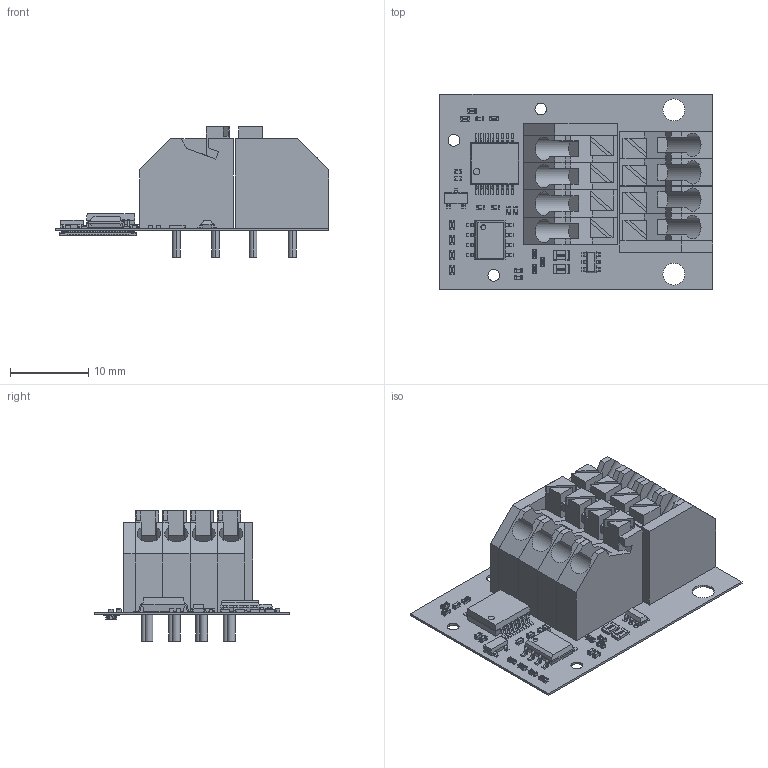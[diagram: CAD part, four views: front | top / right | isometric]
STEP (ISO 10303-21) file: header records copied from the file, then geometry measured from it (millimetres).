
FILE_DESCRIPTION(('Open CASCADE Model'),'2;1');
FILE_NAME('Open CASCADE Shape Model','2020-06-01T18:26:03',('Author'),( 'Open CASCADE'),'Open CASCADE STEP processor 6.8','Open CASCADE 6.8' ,'Unknown');
FILE_SCHEMA(('AUTOMOTIVE_DESIGN { 1 0 10303 214 1 1 1 1 }'));
Length unit declared in the file: millimetre
Products named in the file (45): PCB; Board; Open CASCADE STEP translator 6.8 16.1.1; J3; axe640124; U5; SO-8; U9; SOT-23-6; Q1; SOT-23; R60; RES_1005-0402; R61; R64; R63; R53; R65; R62; R50; R49; R66; R55; RES0805; User_Library-RES_0805_User_Library-RES_0805L_RES_0805_Lead_1_Default_1; User_Library-RES_0805_User_Library-RES_0805L_RES_0805_Body_1_1; R54; C7; C0402; C10; C64; C63; C62; C59; C60; C58; C61; U6; SSOP-16; _X2_041A043E0440043F04430441_X0_ ...
Assembly tree (71 placements, depth 4):
  PCB
    Board
      Open CASCADE STEP translator 6.8 16.1.1
    J3
      axe640124
    U5
      SO-8
    U9
      SOT-23-6
    Q1
      SOT-23
    R60
      RES_1005-0402
    R61
      RES_1005-0402
    R64
      RES_1005-0402
    R63
      RES_1005-0402
    R53
      RES_1005-0402
    R65
      RES_1005-0402
    R62
      RES_1005-0402
    R50
      RES_1005-0402
    R49
      RES_1005-0402
    R66
      RES_1005-0402
    R55
      RES0805
        User_Library-RES_0805_User_Library-RES_0805L_RES_0805_Lead_1_Default_1  x2
        User_Library-RES_0805_User_Library-RES_0805L_RES_0805_Body_1_1
    R54
      RES0805
        User_Library-RES_0805_User_Library-RES_0805L_RES_0805_Lead_1_Default_1  x2
        User_Library-RES_0805_User_Library-RES_0805L_RES_0805_Body_1_1
    C7
      C0402
    C10
      C0402
    C64
      C0402
    C63
      C0402
    C62
      C0402
    C59
      C0402
    C60
      C0402
    C58
      C0402
    C61
      C0402
    U6
      SSOP-16
        _X2_041A043E0440043F04430441_X0_
Bounding box: 35 x 25 x 16.65 mm (x, y, z)
Volume: 3845.4 mm3; surface area: 6942.8 mm2
Topology: 88 solids, 88 shells, 3283 faces, 8305 edges, 5230 vertices
Faces by surface type: plane 2114, cylinder 513, bspline 484, sphere 162, cone 6, torus 4
Full cylindrical faces by diameter (mm): 1.2 x8, 1.5 x3, 2.8 x2
Entity records: 54114 total; most frequent: CARTESIAN_POINT 15719, ORIENTED_EDGE 7620, DIRECTION 6930, EDGE_CURVE 3810, LINE 3064, VECTOR 3064, VERTEX_POINT 2460, AXIS2_PLACEMENT_3D 1933
